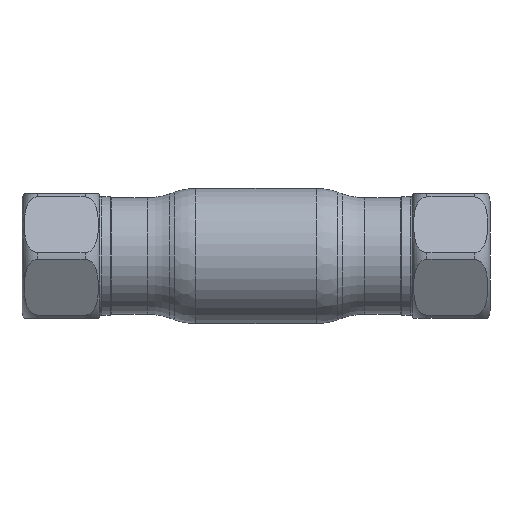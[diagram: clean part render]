
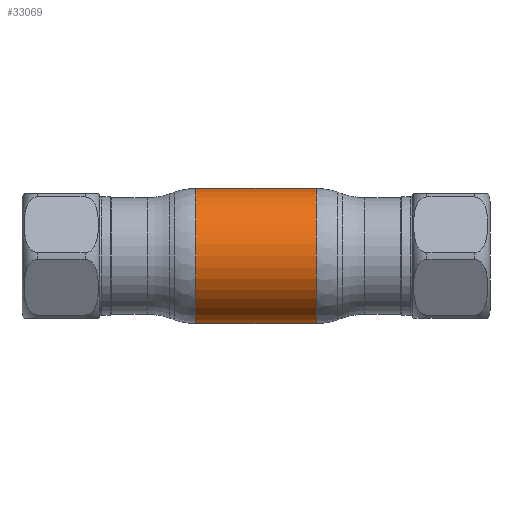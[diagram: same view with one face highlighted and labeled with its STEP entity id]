
A CAD part, front view. The second image highlights one B-rep face of the part: STEP entity #33069.
In plain terms, the highlighted cylindrical face has radius 13 mm (diameter 26 mm), a partial arc.
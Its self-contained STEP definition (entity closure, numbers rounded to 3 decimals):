
#93 = ORIENTED_EDGE ( 'NONE', *, *, #37400, .T. ) ;
#2200 = CARTESIAN_POINT ( 'NONE',  ( -11.634, 0., 0. ) ) ;
#5782 = EDGE_LOOP ( 'NONE', ( #44671, #17745, #93, #20847 ) ) ;
#7219 = DIRECTION ( 'NONE',  ( -1., 0., 0. ) ) ;
#7412 = CARTESIAN_POINT ( 'NONE',  ( -62.69, 0., 0. ) ) ;
#7460 = CIRCLE ( 'NONE', #10240, 13. ) ;
#8486 = DIRECTION ( 'NONE',  ( -1., 0., 0. ) ) ;
#8922 = DIRECTION ( 'NONE',  ( 0., 0., 1. ) ) ;
#10240 = AXIS2_PLACEMENT_3D ( 'NONE', #48482, #40022, #8922 ) ;
#10792 = VERTEX_POINT ( 'NONE', #25295 ) ;
#12986 = DIRECTION ( 'NONE',  ( -1., 0., 0. ) ) ;
#15829 = CARTESIAN_POINT ( 'NONE',  ( -62.69, 0., 13. ) ) ;
#16211 = FACE_OUTER_BOUND ( 'NONE', #5782, .T. ) ;
#16355 = VERTEX_POINT ( 'NONE', #27940 ) ;
#17745 = ORIENTED_EDGE ( 'NONE', *, *, #53327, .T. ) ;
#20847 = ORIENTED_EDGE ( 'NONE', *, *, #30109, .F. ) ;
#21403 = AXIS2_PLACEMENT_3D ( 'NONE', #7412, #8486, #56595 ) ;
#25295 = CARTESIAN_POINT ( 'NONE',  ( 11.634, 0., 13. ) ) ;
#27940 = CARTESIAN_POINT ( 'NONE',  ( 11.634, 0., -13. ) ) ;
#28653 = EDGE_CURVE ( 'NONE', #16355, #29627, #44026, .T. ) ;
#29195 = DIRECTION ( 'NONE',  ( 0., 0., 1. ) ) ;
#29627 = VERTEX_POINT ( 'NONE', #29916 ) ;
#29916 = CARTESIAN_POINT ( 'NONE',  ( -11.634, 0., -13. ) ) ;
#30109 = EDGE_CURVE ( 'NONE', #29627, #46455, #52152, .T. ) ;
#33069 = ADVANCED_FACE ( 'NONE', ( #16211 ), #53602, .T. ) ;
#33093 = LINE ( 'NONE', #15829, #42214 ) ;
#33680 = DIRECTION ( 'NONE',  ( -1., 0., 0. ) ) ;
#34274 = VECTOR ( 'NONE', #12986, 1000. ) ;
#36601 = CARTESIAN_POINT ( 'NONE',  ( -11.634, 0., 13. ) ) ;
#37400 = EDGE_CURVE ( 'NONE', #10792, #46455, #33093, .T. ) ;
#40022 = DIRECTION ( 'NONE',  ( -1., 0., 0. ) ) ;
#42214 = VECTOR ( 'NONE', #33680, 1000. ) ;
#44026 = LINE ( 'NONE', #57460, #34274 ) ;
#44671 = ORIENTED_EDGE ( 'NONE', *, *, #28653, .F. ) ;
#46455 = VERTEX_POINT ( 'NONE', #36601 ) ;
#48482 = CARTESIAN_POINT ( 'NONE',  ( 11.634, 0., 0. ) ) ;
#50239 = AXIS2_PLACEMENT_3D ( 'NONE', #2200, #7219, #29195 ) ;
#52152 = CIRCLE ( 'NONE', #50239, 13. ) ;
#53327 = EDGE_CURVE ( 'NONE', #16355, #10792, #7460, .T. ) ;
#53602 = CYLINDRICAL_SURFACE ( 'NONE', #21403, 13. ) ;
#56595 = DIRECTION ( 'NONE',  ( 0., 0., 1. ) ) ;
#57460 = CARTESIAN_POINT ( 'NONE',  ( -62.69, 0., -13. ) ) ;
